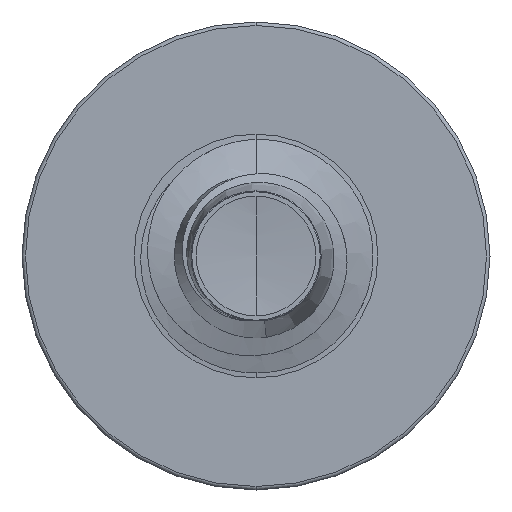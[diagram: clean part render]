
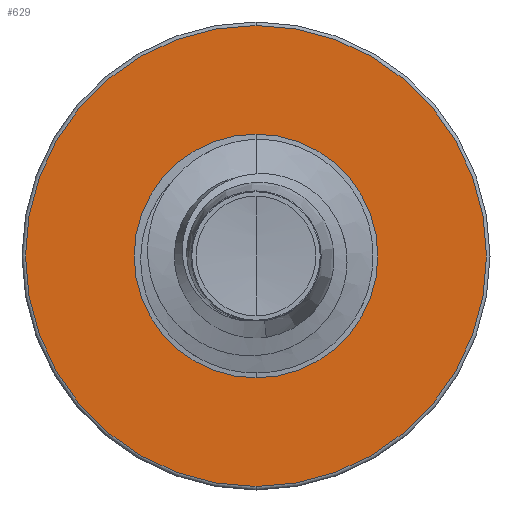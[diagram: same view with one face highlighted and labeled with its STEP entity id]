
A CAD part, front view. The second image highlights one B-rep face of the part: STEP entity #629.
In plain terms, the highlighted planar face has unit normal (0, -1, 0).
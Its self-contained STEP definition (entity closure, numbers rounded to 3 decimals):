
#250 = CIRCLE ( 'NONE', #7902, 2.955 ) ;
#461 = DIRECTION ( 'NONE',  ( 0., 0., 1. ) ) ;
#466 = DIRECTION ( 'NONE',  ( 0., 1., 0. ) ) ;
#476 = CARTESIAN_POINT ( 'NONE',  ( 0., 2.5, 0. ) ) ;
#608 = EDGE_CURVE ( 'NONE', #3336, #3456, #4187, .T. ) ;
#629 = ADVANCED_FACE ( 'NONE', ( #3696, #5916 ), #6268, .F. ) ;
#1270 = ORIENTED_EDGE ( 'NONE', *, *, #9248, .F. ) ;
#1310 = CARTESIAN_POINT ( 'NONE',  ( 0., 2.5, -2.955 ) ) ;
#1327 = CARTESIAN_POINT ( 'NONE',  ( 0., 2.5, -1.562 ) ) ;
#1357 = EDGE_CURVE ( 'NONE', #8188, #3381, #3169, .T. ) ;
#1575 = CARTESIAN_POINT ( 'NONE',  ( 0., 2.5, 1.562 ) ) ;
#2093 = CARTESIAN_POINT ( 'NONE',  ( 0., 2.5, 2.955 ) ) ;
#2498 = AXIS2_PLACEMENT_3D ( 'NONE', #9174, #9170, #9164 ) ;
#3169 = CIRCLE ( 'NONE', #8634, 2.955 ) ;
#3336 = VERTEX_POINT ( 'NONE', #1575 ) ;
#3381 = VERTEX_POINT ( 'NONE', #1310 ) ;
#3456 = VERTEX_POINT ( 'NONE', #1327 ) ;
#3626 = ORIENTED_EDGE ( 'NONE', *, *, #608, .T. ) ;
#3696 = FACE_OUTER_BOUND ( 'NONE', #8393, .T. ) ;
#3981 = CIRCLE ( 'NONE', #2498, 1.562 ) ;
#4187 = CIRCLE ( 'NONE', #7022, 1.562 ) ;
#4582 = DIRECTION ( 'NONE',  ( 0., 0., 1. ) ) ;
#4594 = DIRECTION ( 'NONE',  ( 0., 1., 0. ) ) ;
#4597 = CARTESIAN_POINT ( 'NONE',  ( 0., 2.5, 0. ) ) ;
#5248 = DIRECTION ( 'NONE',  ( 0., 1., 0. ) ) ;
#5415 = DIRECTION ( 'NONE',  ( 0., 0., 1. ) ) ;
#5563 = DIRECTION ( 'NONE',  ( 0., 0., 1. ) ) ;
#5706 = CARTESIAN_POINT ( 'NONE',  ( 0., 2.5, 0. ) ) ;
#5838 = ORIENTED_EDGE ( 'NONE', *, *, #7499, .T. ) ;
#5916 = FACE_BOUND ( 'NONE', #8638, .T. ) ;
#6067 = CARTESIAN_POINT ( 'NONE',  ( 0., 2.5, -1.562 ) ) ;
#6268 = PLANE ( 'NONE',  #8494 ) ;
#7022 = AXIS2_PLACEMENT_3D ( 'NONE', #5706, #5248, #5415 ) ;
#7378 = ORIENTED_EDGE ( 'NONE', *, *, #1357, .F. ) ;
#7499 = EDGE_CURVE ( 'NONE', #3456, #3336, #3981, .T. ) ;
#7793 = DIRECTION ( 'NONE',  ( 0., 1., 0. ) ) ;
#7902 = AXIS2_PLACEMENT_3D ( 'NONE', #4597, #4594, #4582 ) ;
#8188 = VERTEX_POINT ( 'NONE', #2093 ) ;
#8393 = EDGE_LOOP ( 'NONE', ( #7378, #1270 ) ) ;
#8494 = AXIS2_PLACEMENT_3D ( 'NONE', #6067, #7793, #5563 ) ;
#8634 = AXIS2_PLACEMENT_3D ( 'NONE', #476, #466, #461 ) ;
#8638 = EDGE_LOOP ( 'NONE', ( #3626, #5838 ) ) ;
#9164 = DIRECTION ( 'NONE',  ( 0., 0., 1. ) ) ;
#9170 = DIRECTION ( 'NONE',  ( 0., 1., 0. ) ) ;
#9174 = CARTESIAN_POINT ( 'NONE',  ( 0., 2.5, 0. ) ) ;
#9248 = EDGE_CURVE ( 'NONE', #3381, #8188, #250, .T. ) ;
